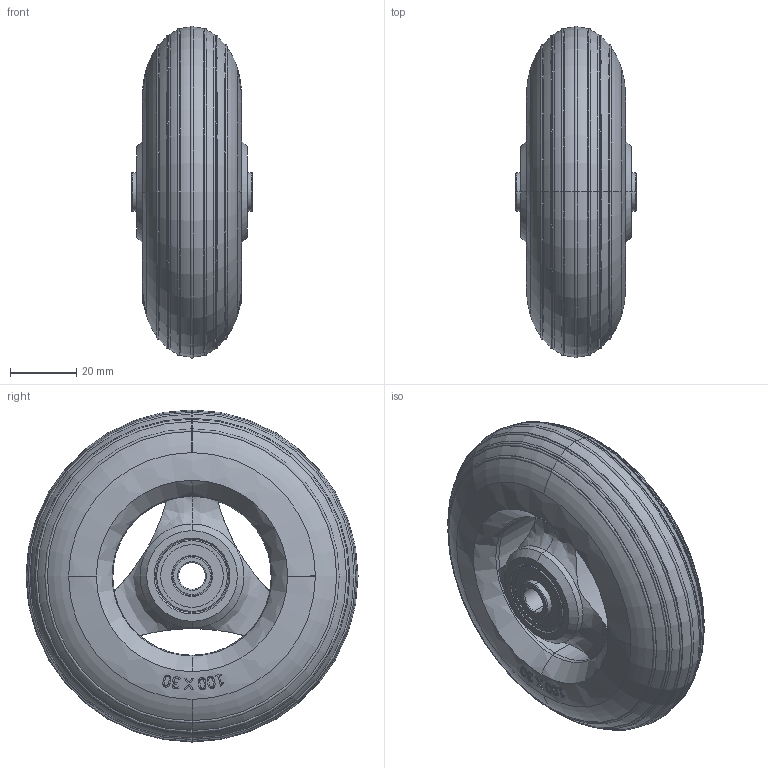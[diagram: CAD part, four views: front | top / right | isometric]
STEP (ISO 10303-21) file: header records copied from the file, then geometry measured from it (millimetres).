
FILE_DESCRIPTION (( 'STEP AP214' ), '1' );
FILE_NAME ('0022714.step', '2020-03-24T10:45:43', ( '' ), ( '' ), 'SwSTEP 2.0', 'SolidWorks 2018', '' );
FILE_SCHEMA (( 'AUTOMOTIVE_DESIGN' ));
Length unit declared in the file: millimetre
Products named in the file (1): 0022714
Bounding box: 36.5 x 100.6 x 100.6 mm (x, y, z)
Surface area: 77193.6 mm2 (no closed solid volume)
Topology: 0 solids, 324 shells, 564 faces, 2248 edges, 1997 vertices
Faces by surface type: bspline 200, torus 133, plane 108, cylinder 103, cone 20
Entity records: 43475 total; most frequent: CARTESIAN_POINT 20939, ORIENTED_EDGE 2866, DIRECTION 2727, EDGE_CURVE 2236, VERTEX_POINT 1997, AXIS2_PLACEMENT_3D 1072, B_SPLINE_CURVE_WITH_KNOTS 908, CIRCLE 707
